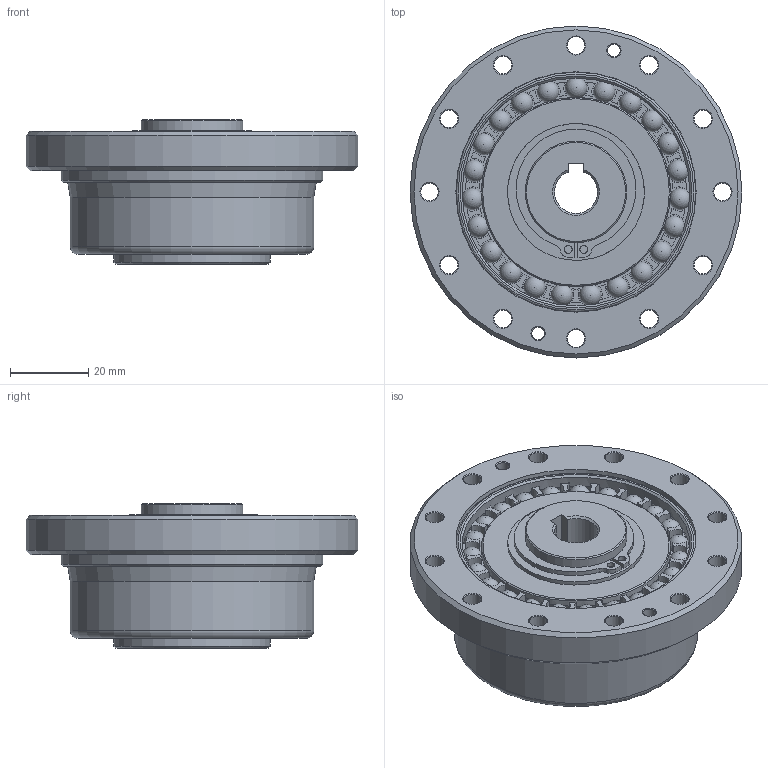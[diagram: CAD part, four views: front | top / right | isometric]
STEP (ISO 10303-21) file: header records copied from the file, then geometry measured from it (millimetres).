
FILE_DESCRIPTION(/* description */ (''),/* implementation_level */ '2;1');
FILE_NAME(/* name */ 'WUI-S-25.stp',/* time_stamp */ '2018-11-23T14:24:51+08:00',/* author */ ('yin210'),/* organization */ (''),/* preprocessor_version */ 'ST-DEVELOPER v15.2',/* originating_system */ 'Autodesk Inventor 2014',/* authorisation */ '');
FILE_SCHEMA (('AUTOMOTIVE_DESIGN { 1 0 10303 214 3 1 1 }'));
Length unit declared in the file: centimetre
Products named in the file (1): WUI-S-25
Bounding box: 85 x 85 x 37 mm (x, y, z)
Volume: 70251.7 mm3; surface area: 32736.4 mm2
Topology: 1 solids, 1 shells, 341 faces, 852 edges, 526 vertices
Faces by surface type: cylinder 139, plane 67, cone 63, torus 49, sphere 23
Full cylindrical faces by diameter (mm): 2 x2, 3.242 x4, 4.5 x12, 6.6 x8, 20 x1, 24.9 x1, 26 x1, 35 x1, 40 x1, 43 x1, 48.385 x1, 58.32 x1, 61.34 x1, 61.39 x1, 62.34 x1, 67 x1, 85 x1
Entity records: 9345 total; most frequent: DIRECTION 1854, CARTESIAN_POINT 1444, ORIENTED_EDGE 1386, AXIS2_PLACEMENT_3D 869, EDGE_CURVE 647, EDGE_LOOP 530, CIRCLE 527, VERTEX_POINT 447
